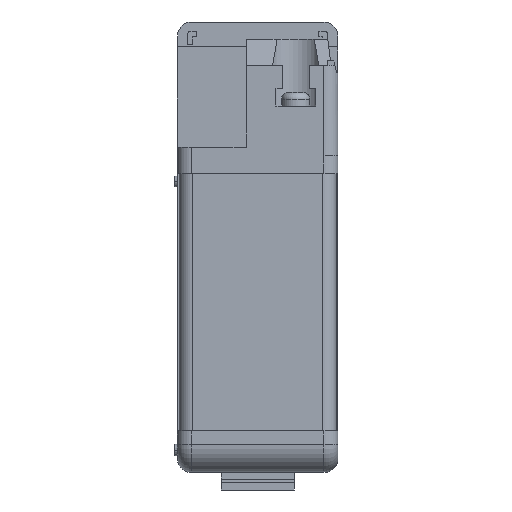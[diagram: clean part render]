
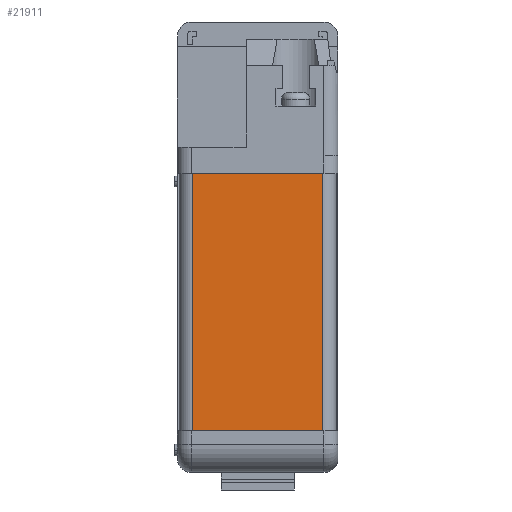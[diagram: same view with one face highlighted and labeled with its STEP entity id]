
A CAD part, front view. The second image highlights one B-rep face of the part: STEP entity #21911.
In plain terms, the highlighted planar face has unit normal (0, -1, 0).
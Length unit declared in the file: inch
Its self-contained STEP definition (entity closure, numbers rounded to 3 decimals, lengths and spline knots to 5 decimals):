
#1233 = CARTESIAN_POINT ( 'NONE',  ( 0.5775, -2.9375, 0.655 ) ) ;
#1875 = EDGE_LOOP ( 'NONE', ( #9917, #12390, #8200, #23892 ) ) ;
#2113 = DIRECTION ( 'NONE',  ( -1., 0., 0. ) ) ;
#2577 = PLANE ( 'NONE',  #18423 ) ;
#2618 = CARTESIAN_POINT ( 'NONE',  ( -0.5775, -2.9375, 0.655 ) ) ;
#2662 = DIRECTION ( 'NONE',  ( 0., -1., 0. ) ) ;
#2948 = DIRECTION ( 'NONE',  ( 0., 0., -1. ) ) ;
#3259 = DIRECTION ( 'NONE',  ( -1., 0., 0. ) ) ;
#3612 = VECTOR ( 'NONE', #3259, 39.37008 ) ;
#4255 = EDGE_CURVE ( 'NONE', #14863, #12165, #19778, .T. ) ;
#4465 = EDGE_CURVE ( 'NONE', #14863, #7556, #15940, .T. ) ;
#4644 = DIRECTION ( 'NONE',  ( 0., 0., -1. ) ) ;
#5740 = VECTOR ( 'NONE', #2113, 39.37008 ) ;
#6108 = CARTESIAN_POINT ( 'NONE',  ( 0.5775, -2.9375, -1.63 ) ) ;
#6510 = EDGE_CURVE ( 'NONE', #12165, #21361, #22371, .T. ) ;
#7556 = VERTEX_POINT ( 'NONE', #16220 ) ;
#8200 = ORIENTED_EDGE ( 'NONE', *, *, #4255, .T. ) ;
#9917 = ORIENTED_EDGE ( 'NONE', *, *, #16376, .F. ) ;
#11139 = LINE ( 'NONE', #6108, #5740 ) ;
#11193 = CARTESIAN_POINT ( 'NONE',  ( -0.5775, -2.9375, 0.655 ) ) ;
#12165 = VERTEX_POINT ( 'NONE', #11193 ) ;
#12390 = ORIENTED_EDGE ( 'NONE', *, *, #4465, .F. ) ;
#14791 = CARTESIAN_POINT ( 'NONE',  ( 0.5775, -2.9375, 0.655 ) ) ;
#14863 = VERTEX_POINT ( 'NONE', #18003 ) ;
#15326 = VECTOR ( 'NONE', #2948, 39.37008 ) ;
#15940 = LINE ( 'NONE', #17123, #15326 ) ;
#16220 = CARTESIAN_POINT ( 'NONE',  ( 0.5775, -2.9375, -1.63 ) ) ;
#16376 = EDGE_CURVE ( 'NONE', #7556, #21361, #11139, .T. ) ;
#16843 = DIRECTION ( 'NONE',  ( 0., 0., -1. ) ) ;
#17025 = VECTOR ( 'NONE', #4644, 39.37008 ) ;
#17123 = CARTESIAN_POINT ( 'NONE',  ( 0.5775, -2.9375, 0.655 ) ) ;
#18003 = CARTESIAN_POINT ( 'NONE',  ( 0.5775, -2.9375, 0.655 ) ) ;
#18423 = AXIS2_PLACEMENT_3D ( 'NONE', #14791, #2662, #16843 ) ;
#18817 = FACE_OUTER_BOUND ( 'NONE', #1875, .T. ) ;
#19778 = LINE ( 'NONE', #1233, #3612 ) ;
#21361 = VERTEX_POINT ( 'NONE', #24791 ) ;
#21911 = ADVANCED_FACE ( 'NONE', ( #18817 ), #2577, .T. ) ;
#22371 = LINE ( 'NONE', #2618, #17025 ) ;
#23892 = ORIENTED_EDGE ( 'NONE', *, *, #6510, .T. ) ;
#24791 = CARTESIAN_POINT ( 'NONE',  ( -0.5775, -2.9375, -1.63 ) ) ;
